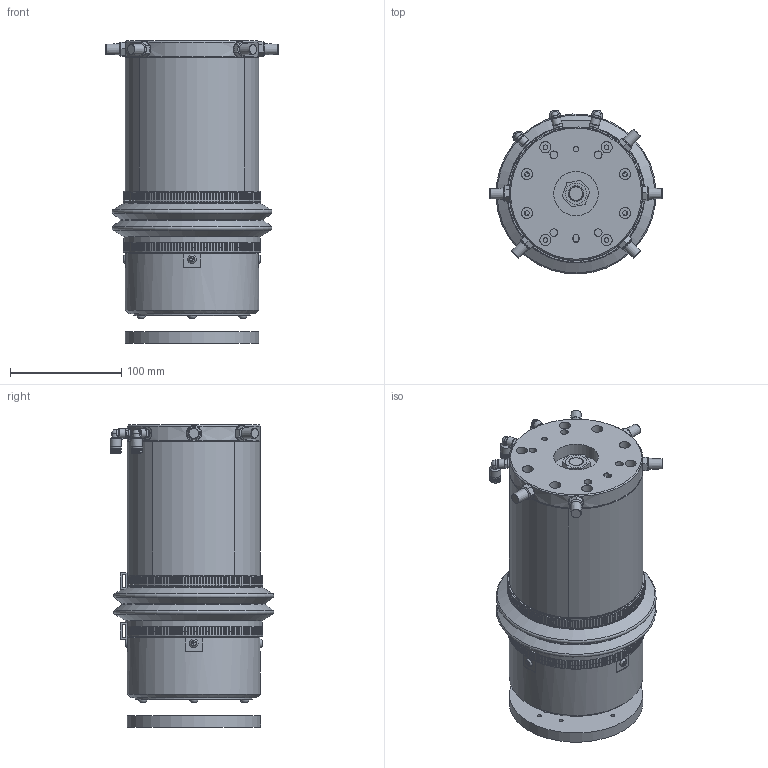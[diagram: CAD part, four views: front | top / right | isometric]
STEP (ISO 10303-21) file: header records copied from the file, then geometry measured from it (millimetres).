
FILE_DESCRIPTION (( 'STEP AP214' ), '1' );
FILE_NAME ('LRCZ300_1140620.STEP', '2025-06-20T06:24:35', ( '' ), ( '' ), 'SwSTEP 2.0', 'SolidWorks 2022', '' );
FILE_SCHEMA (( 'AUTOMOTIVE_DESIGN' ));
Length unit declared in the file: millimetre
Products named in the file (1): LRCZ300_1140620
Bounding box: 155 x 147.15 x 271.66 mm (x, y, z)
Surface area: 202292.8 mm2 (no closed solid volume)
Topology: 0 solids, 115 shells, 1343 faces, 4235 edges, 2954 vertices
Faces by surface type: plane 1084, cylinder 130, cone 98, torus 28, sphere 3
Full cylindrical faces by diameter (mm): 3.3 x10, 4 x5, 5 x1, 6.8 x4, 7.8 x6, 8.5 x5, 9.5 x6, 9.9 x3, 10 x13, 12 x3, 13 x1, 40 x1, 105 x1, 120 x4, 123 x2
Entity records: 47519 total; most frequent: CARTESIAN_POINT 11223, DIRECTION 7320, ORIENTED_EDGE 6307, EDGE_CURVE 4057, VERTEX_POINT 2921, LINE 2892, VECTOR 2892, AXIS2_PLACEMENT_3D 2214
